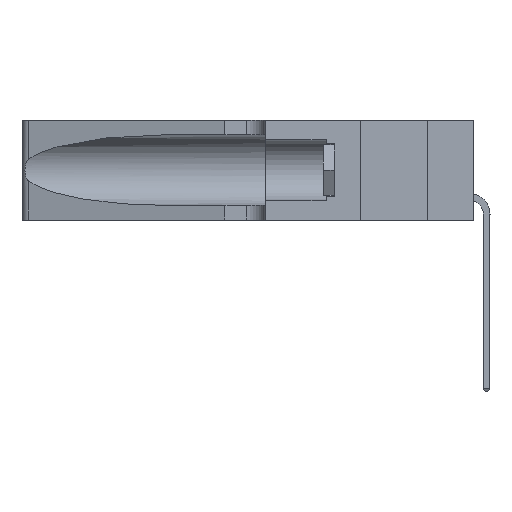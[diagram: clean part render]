
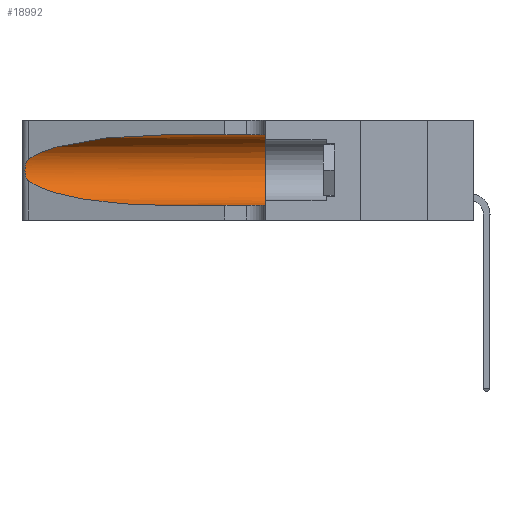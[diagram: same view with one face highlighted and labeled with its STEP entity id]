
A CAD part, left-side view. The second image highlights one B-rep face of the part: STEP entity #18992.
In plain terms, the highlighted cylindrical face has radius 3.308 mm (diameter 6.617 mm), a partial arc.
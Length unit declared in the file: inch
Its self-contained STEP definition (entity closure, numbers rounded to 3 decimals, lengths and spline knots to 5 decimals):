
#152 = FACE_OUTER_BOUND ( 'NONE', #2512, .T. ) ;
#525 = DIRECTION ( 'NONE',  ( 0., 0., 1. ) ) ;
#563 = CARTESIAN_POINT ( 'NONE',  ( 0.1305, 1.61858, 0.31525 ) ) ;
#1345 = CARTESIAN_POINT ( 'NONE',  ( 0.25555, 1.22993, 0.14849 ) ) ;
#2512 = EDGE_LOOP ( 'NONE', ( #34846, #26567, #23705, #28525, #3942, #16713 ) ) ;
#2915 = EDGE_CURVE ( 'NONE', #12017, #6133, #28123, .T. ) ;
#3510 = DIRECTION ( 'NONE',  ( 0., 0., -1. ) ) ;
#3942 = ORIENTED_EDGE ( 'NONE', *, *, #16880, .F. ) ;
#4009 = CARTESIAN_POINT ( 'NONE',  ( 0.25854, 1.2359, 0.20912 ) ) ;
#4138 = CARTESIAN_POINT ( 'NONE',  ( 0.26017, 1.23833, 0.17102 ) ) ;
#6133 = VERTEX_POINT ( 'NONE', #34681 ) ;
#6464 = LINE ( 'NONE', #33865, #17288 ) ;
#7606 = CARTESIAN_POINT ( 'NONE',  ( 0.2373, 1.15595, 0.08982 ) ) ;
#8099 = CIRCLE ( 'NONE', #20191, 0.13025 ) ;
#9484 = CARTESIAN_POINT ( 'NONE',  ( 0.25639, 1.23186, 0.15144 ) ) ;
#10409 = CARTESIAN_POINT ( 'NONE',  ( 0.18966, 0.96281, 0.05475 ) ) ;
#11351 = CARTESIAN_POINT ( 'NONE',  ( 0.1305, 0.72297, 0.31525 ) ) ;
#11669 = DIRECTION ( 'NONE',  ( 0., -1., 0. ) ) ;
#11801 = CARTESIAN_POINT ( 'NONE',  ( 0.1305, 1.61858, 0.185 ) ) ;
#12017 = VERTEX_POINT ( 'NONE', #35460 ) ;
#12532 = CARTESIAN_POINT ( 'NONE',  ( 0.26075, 1.23896, 0.19203 ) ) ;
#14758 = CARTESIAN_POINT ( 'NONE',  ( 0.2373, 1.15595, 0.28018 ) ) ;
#15185 = CARTESIAN_POINT ( 'NONE',  ( 0.25789, 1.23486, 0.15765 ) ) ;
#15406 = EDGE_CURVE ( 'NONE', #6133, #25467, #6464, .T. ) ;
#15673 = EDGE_CURVE ( 'NONE', #19957, #29163, #33714, .T. ) ;
#15988 = CARTESIAN_POINT ( 'NONE',  ( 0.25487, 1.22718, 0.22369 ) ) ;
#16713 = ORIENTED_EDGE ( 'NONE', *, *, #15673, .F. ) ;
#16880 = EDGE_CURVE ( 'NONE', #29163, #25467, #8099, .T. ) ;
#17135 = DIRECTION ( 'NONE',  ( 0., 1., 0. ) ) ;
#17288 = VECTOR ( 'NONE', #17678, 39.37008 ) ;
#17678 = DIRECTION ( 'NONE',  ( 0., -1., 0. ) ) ;
#17960 = CARTESIAN_POINT ( 'NONE',  ( 0.26018, 1.23835, 0.19895 ) ) ;
#18992 = ADVANCED_FACE ( 'NONE', ( #152 ), #28772, .F. ) ;
#19871 = CARTESIAN_POINT ( 'NONE',  ( 0.1305, 0.72297, 0.31525 ) ) ;
#19957 = VERTEX_POINT ( 'NONE', #19871 ) ;
#20098 = CARTESIAN_POINT ( 'NONE',  ( 0.1305, 0.35, 0.31525 ) ) ;
#20191 = AXIS2_PLACEMENT_3D ( 'NONE', #33717, #17135, #525 ) ;
#20760 = CARTESIAN_POINT ( 'NONE',  ( 0.25639, 1.23184, 0.21858 ) ) ;
#21758 = CARTESIAN_POINT ( 'NONE',  ( 0.1305, 0.35, 0.05475 ) ) ;
#23415 = CARTESIAN_POINT ( 'NONE',  ( 0.25555, 1.22994, 0.2215 ) ) ;
#23532 = CARTESIAN_POINT ( 'NONE',  ( 0.26075, 1.23896, 0.178 ) ) ;
#23705 = ORIENTED_EDGE ( 'NONE', *, *, #2915, .T. ) ;
#24192 = CARTESIAN_POINT ( 'NONE',  ( 0.25487, 1.22718, 0.14631 ) ) ;
#25337 = AXIS2_PLACEMENT_3D ( 'NONE', #11801, #11669, #3510 ) ;
#25467 = VERTEX_POINT ( 'NONE', #21758 ) ;
#25526 = VECTOR ( 'NONE', #27861, 39.37008 ) ;
#25563 = EDGE_CURVE ( 'NONE', #19957, #28257, #28806, .T. ) ;
#25909 = B_SPLINE_CURVE_WITH_KNOTS ( 'NONE', 3,
 ( #28854, #23415, #20760, #34650, #4009, #17960, #12532, #23532, #4138, #26232, #15185, #9484, #1345, #26094 ),
 .UNSPECIFIED., .F., .F.,
 ( 4, 2, 2, 2, 2, 2, 4 ),
 ( 0., 0.00027, 0.00053, 0.00107, 0.0016, 0.00187, 0.00214 ),
 .UNSPECIFIED. ) ;
#26094 = CARTESIAN_POINT ( 'NONE',  ( 0.25487, 1.22718, 0.14631 ) ) ;
#26172 = CARTESIAN_POINT ( 'NONE',  ( 0.18966, 0.96281, 0.31525 ) ) ;
#26232 = CARTESIAN_POINT ( 'NONE',  ( 0.25856, 1.23593, 0.16098 ) ) ;
#26567 = ORIENTED_EDGE ( 'NONE', *, *, #34195, .T. ) ;
#27576 = CARTESIAN_POINT ( 'NONE',  ( 0.1305, 0.72297, 0.05475 ) ) ;
#27861 = DIRECTION ( 'NONE',  ( 0., -1., 0. ) ) ;
#28123 =( BOUNDED_CURVE ( )  B_SPLINE_CURVE ( 3, ( #24192, #7606, #10409, #27576 ),
 .UNSPECIFIED., .F., .F. ) 
 B_SPLINE_CURVE_WITH_KNOTS ( ( 4, 4 ),
 ( 3.44316, 4.71239 ),
 .UNSPECIFIED. ) 
 CURVE ( )  GEOMETRIC_REPRESENTATION_ITEM ( )  RATIONAL_B_SPLINE_CURVE ( ( 1., 0.87, 0.87, 1. ) ) 
 REPRESENTATION_ITEM ( '' )  );
#28257 = VERTEX_POINT ( 'NONE', #15988 ) ;
#28525 = ORIENTED_EDGE ( 'NONE', *, *, #15406, .T. ) ;
#28772 = CYLINDRICAL_SURFACE ( 'NONE', #25337, 0.13025 ) ;
#28806 =( BOUNDED_CURVE ( )  B_SPLINE_CURVE ( 3, ( #11351, #26172, #14758, #34224 ),
 .UNSPECIFIED., .F., .T. ) 
 B_SPLINE_CURVE_WITH_KNOTS ( ( 4, 4 ),
 ( 1.5708, 2.84003 ),
 .UNSPECIFIED. ) 
 CURVE ( )  GEOMETRIC_REPRESENTATION_ITEM ( )  RATIONAL_B_SPLINE_CURVE ( ( 1., 0.87, 0.87, 1. ) ) 
 REPRESENTATION_ITEM ( '' )  );
#28854 = CARTESIAN_POINT ( 'NONE',  ( 0.25487, 1.22718, 0.22369 ) ) ;
#29163 = VERTEX_POINT ( 'NONE', #20098 ) ;
#33714 = LINE ( 'NONE', #563, #25526 ) ;
#33717 = CARTESIAN_POINT ( 'NONE',  ( 0.1305, 0.35, 0.185 ) ) ;
#33865 = CARTESIAN_POINT ( 'NONE',  ( 0.1305, 1.61858, 0.05475 ) ) ;
#34195 = EDGE_CURVE ( 'NONE', #28257, #12017, #25909, .T. ) ;
#34224 = CARTESIAN_POINT ( 'NONE',  ( 0.25487, 1.22718, 0.22369 ) ) ;
#34650 = CARTESIAN_POINT ( 'NONE',  ( 0.25787, 1.23484, 0.2124 ) ) ;
#34681 = CARTESIAN_POINT ( 'NONE',  ( 0.1305, 0.72297, 0.05475 ) ) ;
#34846 = ORIENTED_EDGE ( 'NONE', *, *, #25563, .T. ) ;
#35460 = CARTESIAN_POINT ( 'NONE',  ( 0.25487, 1.22718, 0.14631 ) ) ;
